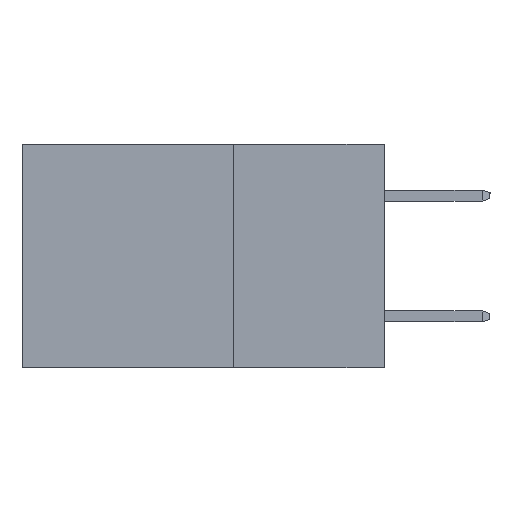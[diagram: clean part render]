
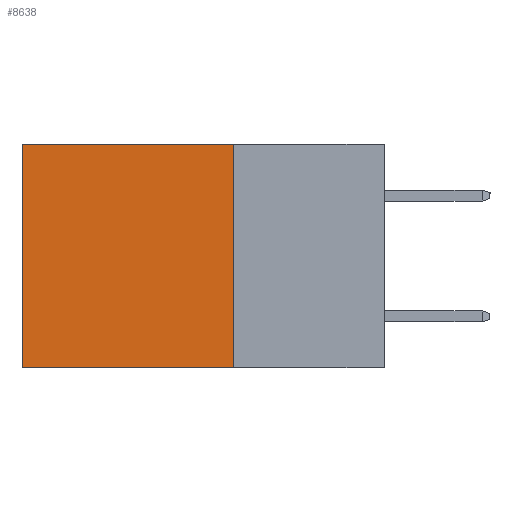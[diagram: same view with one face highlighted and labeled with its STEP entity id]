
A CAD part, left-side view. The second image highlights one B-rep face of the part: STEP entity #8638.
In plain terms, the highlighted planar face has unit normal (-1, 0, 0).
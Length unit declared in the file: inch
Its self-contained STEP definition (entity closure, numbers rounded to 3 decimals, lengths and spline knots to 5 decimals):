
#661 = CARTESIAN_POINT ( 'NONE',  ( 0.2615, 0.25, -0.37 ) ) ;
#995 = LINE ( 'NONE', #2688, #3727 ) ;
#1003 = CARTESIAN_POINT ( 'NONE',  ( 0.2615, 0.6, 0. ) ) ;
#1979 = VECTOR ( 'NONE', #8656, 39.37008 ) ;
#2595 = VERTEX_POINT ( 'NONE', #1003 ) ;
#2622 = EDGE_CURVE ( 'NONE', #4134, #7788, #3523, .T. ) ;
#2682 = DIRECTION ( 'NONE',  ( 1., 0., 0. ) ) ;
#2688 = CARTESIAN_POINT ( 'NONE',  ( 0.2615, 0.6, -0.37 ) ) ;
#2902 = CARTESIAN_POINT ( 'NONE',  ( 0.2615, 0.25, 0. ) ) ;
#3523 = LINE ( 'NONE', #5011, #7483 ) ;
#3727 = VECTOR ( 'NONE', #7589, 39.37008 ) ;
#3801 = EDGE_LOOP ( 'NONE', ( #10555, #8484, #7446, #10656 ) ) ;
#4134 = VERTEX_POINT ( 'NONE', #661 ) ;
#4281 = PLANE ( 'NONE',  #4605 ) ;
#4398 = LINE ( 'NONE', #7762, #1979 ) ;
#4605 = AXIS2_PLACEMENT_3D ( 'NONE', #8579, #2682, #5167 ) ;
#4712 = CARTESIAN_POINT ( 'NONE',  ( 0.2615, 0.6, -0.37 ) ) ;
#4977 = VERTEX_POINT ( 'NONE', #7517 ) ;
#5011 = CARTESIAN_POINT ( 'NONE',  ( 0.2615, 0.25, -0.37 ) ) ;
#5167 = DIRECTION ( 'NONE',  ( 0., 0., -1. ) ) ;
#5328 = LINE ( 'NONE', #2902, #7192 ) ;
#5382 = DIRECTION ( 'NONE',  ( 0., 1., 0. ) ) ;
#6302 = EDGE_CURVE ( 'NONE', #4977, #2595, #5328, .T. ) ;
#6860 = FACE_OUTER_BOUND ( 'NONE', #3801, .T. ) ;
#7192 = VECTOR ( 'NONE', #5382, 39.37008 ) ;
#7446 = ORIENTED_EDGE ( 'NONE', *, *, #10228, .F. ) ;
#7483 = VECTOR ( 'NONE', #10227, 39.37008 ) ;
#7517 = CARTESIAN_POINT ( 'NONE',  ( 0.2615, 0.25, 0. ) ) ;
#7589 = DIRECTION ( 'NONE',  ( 0., 0., -1. ) ) ;
#7624 = EDGE_CURVE ( 'NONE', #2595, #7788, #995, .T. ) ;
#7762 = CARTESIAN_POINT ( 'NONE',  ( 0.2615, 0.25, -0.37 ) ) ;
#7788 = VERTEX_POINT ( 'NONE', #4712 ) ;
#8484 = ORIENTED_EDGE ( 'NONE', *, *, #2622, .F. ) ;
#8579 = CARTESIAN_POINT ( 'NONE',  ( 0.2615, 0.25, -0.37 ) ) ;
#8638 = ADVANCED_FACE ( 'NONE', ( #6860 ), #4281, .F. ) ;
#8656 = DIRECTION ( 'NONE',  ( 0., 0., -1. ) ) ;
#10227 = DIRECTION ( 'NONE',  ( 0., 1., 0. ) ) ;
#10228 = EDGE_CURVE ( 'NONE', #4977, #4134, #4398, .T. ) ;
#10555 = ORIENTED_EDGE ( 'NONE', *, *, #7624, .T. ) ;
#10656 = ORIENTED_EDGE ( 'NONE', *, *, #6302, .T. ) ;
